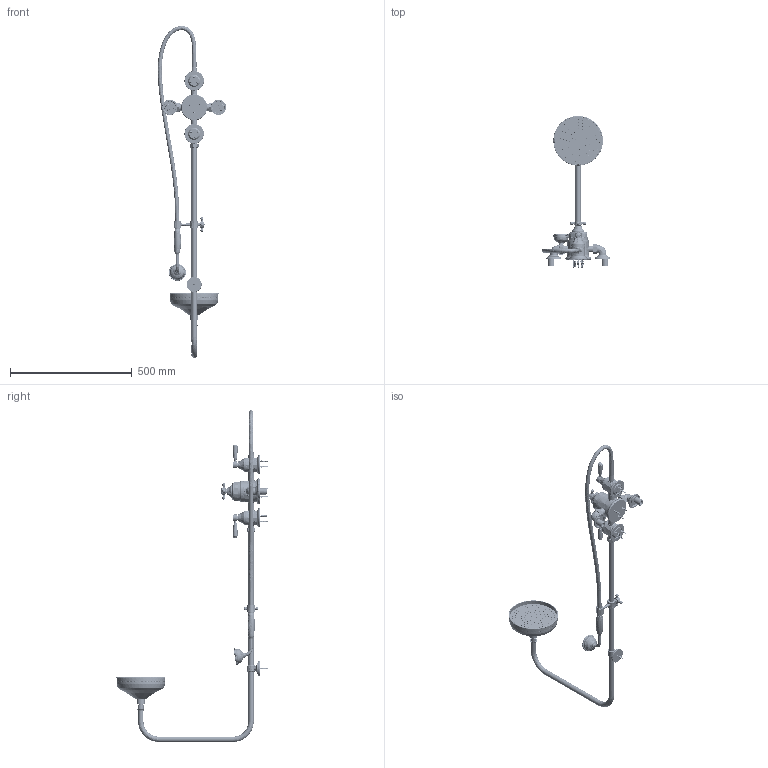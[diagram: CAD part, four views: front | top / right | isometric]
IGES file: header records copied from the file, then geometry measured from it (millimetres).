
Global section: file name: V2K1 XC XM XW XGBC; native system: Autodesk Inventor 2018; preprocessor: unknown; author: aduggalther; date: 20171222.084028; units: millimetre
Bounding box: 281.17 x 625.49 x 1366.21 mm (x, y, z)
Volume: 3205703.5 mm3; surface area: 955735.4 mm2
Topology: 168 solids, 179 shells, 7525 faces, 21244 edges, 14417 vertices
Faces by surface type: bspline 7525
